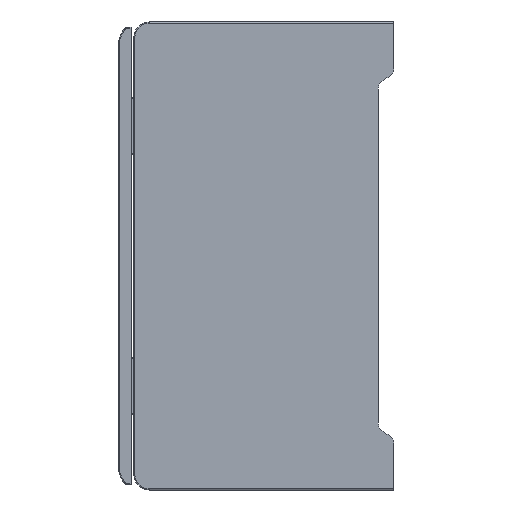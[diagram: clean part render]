
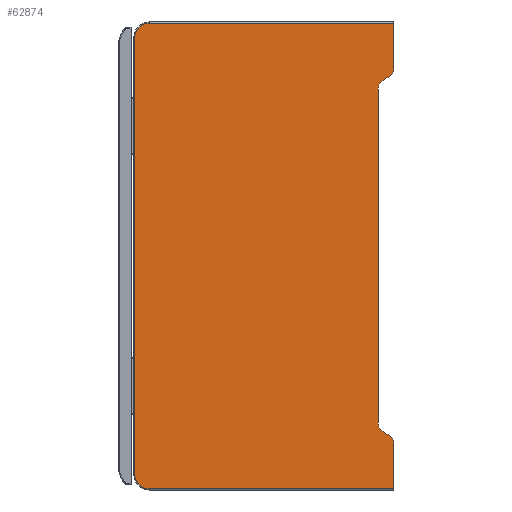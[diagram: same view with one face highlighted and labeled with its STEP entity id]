
A CAD part, left-side view. The second image highlights one B-rep face of the part: STEP entity #62874.
In plain terms, the highlighted planar face has unit normal (-1, 0, 0).
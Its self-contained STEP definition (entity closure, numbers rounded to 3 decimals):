
#15460=DIRECTION('',(0.,0.866,0.5));
#15461=VECTOR('',#15460,1.309);
#15462=CARTESIAN_POINT('',(-110.,0.866,-34.5));
#15463=LINE('',#15462,#15461);
#15464=CARTESIAN_POINT('',(-110.,1.732,-36.));
#15465=DIRECTION('',(1.,0.,0.));
#15466=DIRECTION('',(0.,-0.5,0.866));
#15467=AXIS2_PLACEMENT_3D('',#15464,#15465,#15466);
#15469=DIRECTION('',(0.,0.,-1.));
#15470=VECTOR('',#15469,8.8);
#15471=CARTESIAN_POINT('',(-110.,0.,-36.));
#15472=LINE('',#15471,#15470);
#15473=DIRECTION('',(0.,1.,0.));
#15474=VECTOR('',#15473,47.);
#15475=CARTESIAN_POINT('',(-110.,0.,-44.8));
#15476=LINE('',#15475,#15474);
#15477=CARTESIAN_POINT('',(-110.,47.,-42.));
#15478=DIRECTION('',(1.,0.,0.));
#15479=DIRECTION('',(0.,0.,-1.));
#15480=AXIS2_PLACEMENT_3D('',#15477,#15478,#15479);
#15482=DIRECTION('',(0.,0.,1.));
#15483=VECTOR('',#15482,84.);
#15484=CARTESIAN_POINT('',(-110.,49.8,-42.));
#15485=LINE('',#15484,#15483);
#15486=CARTESIAN_POINT('',(-110.,47.,42.));
#15487=DIRECTION('',(1.,0.,0.));
#15488=DIRECTION('',(0.,1.,0.));
#15489=AXIS2_PLACEMENT_3D('',#15486,#15487,#15488);
#15491=DIRECTION('',(0.,-1.,0.));
#15492=VECTOR('',#15491,47.);
#15493=CARTESIAN_POINT('',(-110.,47.,44.8));
#15494=LINE('',#15493,#15492);
#15495=DIRECTION('',(0.,0.,-1.));
#15496=VECTOR('',#15495,8.8);
#15497=CARTESIAN_POINT('',(-110.,0.,44.8));
#15498=LINE('',#15497,#15496);
#15499=CARTESIAN_POINT('',(-110.,1.732,36.));
#15500=DIRECTION('',(1.,0.,0.));
#15501=DIRECTION('',(0.,-1.,0.));
#15502=AXIS2_PLACEMENT_3D('',#15499,#15500,#15501);
#15504=DIRECTION('',(0.,-0.866,0.5));
#15505=VECTOR('',#15504,1.309);
#15506=CARTESIAN_POINT('',(-110.,2.,33.845));
#15507=LINE('',#15506,#15505);
#15508=CARTESIAN_POINT('',(-110.,1.,32.113));
#15509=DIRECTION('',(1.,0.,0.));
#15510=DIRECTION('',(0.,1.,0.));
#15511=AXIS2_PLACEMENT_3D('',#15508,#15509,#15510);
#15513=DIRECTION('',(0.,0.,1.));
#15514=VECTOR('',#15513,64.226);
#15515=CARTESIAN_POINT('',(-110.,3.,-32.113));
#15516=LINE('',#15515,#15514);
#15517=CARTESIAN_POINT('',(-110.,1.,-32.113));
#15518=DIRECTION('',(1.,0.,0.));
#15519=DIRECTION('',(0.,0.5,-0.866));
#15520=AXIS2_PLACEMENT_3D('',#15517,#15518,#15519);
#28778=CARTESIAN_POINT('',(-110.,0.,44.8));
#28780=VERTEX_POINT('',#28778);
#28781=CARTESIAN_POINT('',(-110.,47.,44.8));
#28782=VERTEX_POINT('',#28781);
#28787=CARTESIAN_POINT('',(-110.,49.8,42.));
#28788=VERTEX_POINT('',#28787);
#28791=CARTESIAN_POINT('',(-110.,49.8,-42.));
#28792=VERTEX_POINT('',#28791);
#28795=CARTESIAN_POINT('',(-110.,47.,-44.8));
#28796=VERTEX_POINT('',#28795);
#28797=CARTESIAN_POINT('',(-110.,0.,-44.8));
#28799=VERTEX_POINT('',#28797);
#29803=CARTESIAN_POINT('',(-110.,0.866,-34.5));
#29804=CARTESIAN_POINT('',(-110.,2.,-33.845));
#29805=VERTEX_POINT('',#29803);
#29806=VERTEX_POINT('',#29804);
#29807=CARTESIAN_POINT('',(-110.,3.,-32.113));
#29808=VERTEX_POINT('',#29807);
#29809=CARTESIAN_POINT('',(-110.,3.,32.113));
#29810=VERTEX_POINT('',#29809);
#29811=CARTESIAN_POINT('',(-110.,2.,33.845));
#29812=VERTEX_POINT('',#29811);
#29813=CARTESIAN_POINT('',(-110.,0.866,34.5));
#29814=VERTEX_POINT('',#29813);
#29815=CARTESIAN_POINT('',(-110.,0.,36.));
#29816=VERTEX_POINT('',#29815);
#29817=CARTESIAN_POINT('',(-110.,0.,-36.));
#29818=VERTEX_POINT('',#29817);
#62849=CARTESIAN_POINT('',(-110.,0.,-45.));
#62850=DIRECTION('',(-1.,0.,0.));
#62851=DIRECTION('',(0.,0.,1.));
#62852=AXIS2_PLACEMENT_3D('',#62849,#62850,#62851);
#62853=PLANE('',#62852);
#62854=ORIENTED_EDGE('',*,*,#62814,.F.);
#62855=ORIENTED_EDGE('',*,*,#62835,.T.);
#62856=ORIENTED_EDGE('',*,*,#62734,.T.);
#62858=ORIENTED_EDGE('',*,*,#62857,.T.);
#62859=ORIENTED_EDGE('',*,*,#62618,.T.);
#62860=ORIENTED_EDGE('',*,*,#62640,.T.);
#62861=ORIENTED_EDGE('',*,*,#62661,.T.);
#62862=ORIENTED_EDGE('',*,*,#62681,.T.);
#62863=ORIENTED_EDGE('',*,*,#62702,.T.);
#62864=ORIENTED_EDGE('',*,*,#62756,.T.);
#62866=ORIENTED_EDGE('',*,*,#62865,.F.);
#62868=ORIENTED_EDGE('',*,*,#62867,.F.);
#62869=ORIENTED_EDGE('',*,*,#40206,.F.);
#62871=ORIENTED_EDGE('',*,*,#62870,.F.);
#62872=EDGE_LOOP('',(#62854,#62855,#62856,#62858,#62859,#62860,#62861,#62862,
#62863,#62864,#62866,#62868,#62869,#62871));
#62873=FACE_OUTER_BOUND('',#62872,.F.);
#62874=ADVANCED_FACE('',(#62873),#62853,.T.);
#15468=CIRCLE('',#15467,1.732);
#15481=CIRCLE('',#15480,2.8);
#15490=CIRCLE('',#15489,2.8);
#15503=CIRCLE('',#15502,1.732);
#15512=CIRCLE('',#15511,2.);
#15521=CIRCLE('',#15520,2.);
#40206=EDGE_CURVE('',#29808,#29810,#15516,.T.);
#62618=EDGE_CURVE('',#28796,#28792,#15481,.T.);
#62640=EDGE_CURVE('',#28792,#28788,#15485,.T.);
#62661=EDGE_CURVE('',#28788,#28782,#15490,.T.);
#62681=EDGE_CURVE('',#28782,#28780,#15494,.T.);
#62702=EDGE_CURVE('',#28780,#29816,#15498,.T.);
#62734=EDGE_CURVE('',#29818,#28799,#15472,.T.);
#62756=EDGE_CURVE('',#29816,#29814,#15503,.T.);
#62814=EDGE_CURVE('',#29805,#29806,#15463,.T.);
#62835=EDGE_CURVE('',#29805,#29818,#15468,.T.);
#62857=EDGE_CURVE('',#28799,#28796,#15476,.T.);
#62865=EDGE_CURVE('',#29812,#29814,#15507,.T.);
#62867=EDGE_CURVE('',#29810,#29812,#15512,.T.);
#62870=EDGE_CURVE('',#29806,#29808,#15521,.T.);
